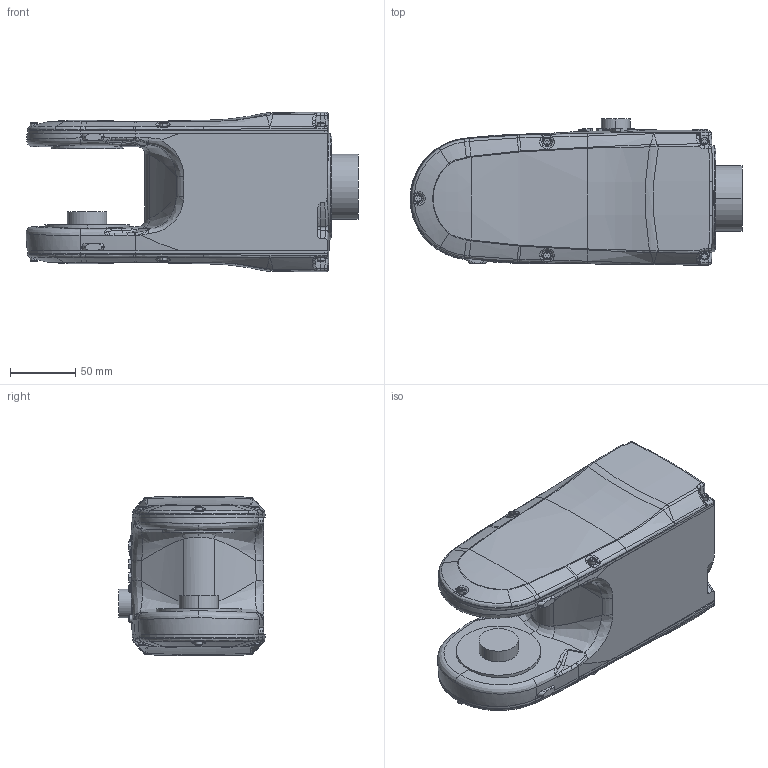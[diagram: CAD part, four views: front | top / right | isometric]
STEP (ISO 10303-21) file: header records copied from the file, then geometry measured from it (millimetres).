
FILE_DESCRIPTION(/* description */ ('AP214 STEP file'),/* implementation_level */ '1');
FILE_NAME(/* name */ '410590-0060-c005_drx',/* time_stamp */ '2008-08-27T12:07:33+09:00',/* author */ (''),/* organization */ (''),/* preprocessor_version */ '',/* originating_system */ 'Pro/Engineer',/* authorisation */ '');
FILE_SCHEMA (('AUTOMOTIVE_DESIGN'));
Products named in the file (1): 410590-0060-c005
Bounding box: 253.66 x 111.65 x 121.83 mm (x, y, z)
Volume: 1915063.2 mm3; surface area: 122695.5 mm2
Topology: 1 solids, 1 shells, 1039 faces, 2539 edges, 1555 vertices
Faces by surface type: plane 343, bspline 287, cylinder 231, torus 101, revolution 60, sphere 10, extrusion 6, cone 1
Entity records: 50430 total; most frequent: CARTESIAN_POINT 23785, ORIENTED_EDGE 5078, STYLED_ITEM 4129, DIRECTION 4056, EDGE_CURVE 2539, VERTEX_POINT 1555, AXIS2_PLACEMENT_3D 1517, EDGE_LOOP 1096
